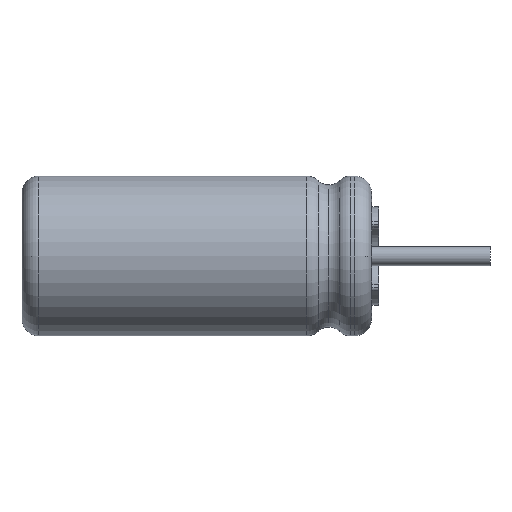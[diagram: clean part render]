
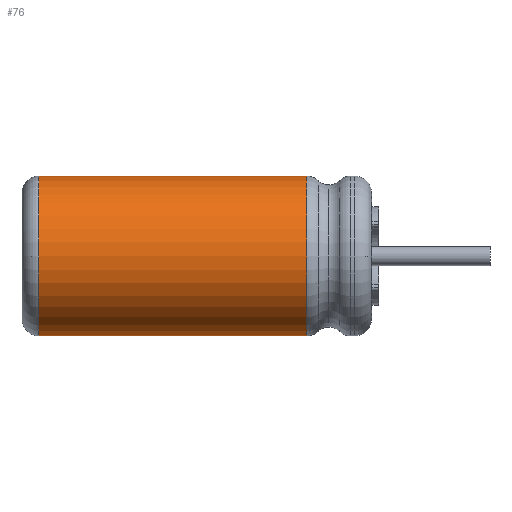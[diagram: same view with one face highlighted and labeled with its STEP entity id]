
A CAD part, left-side view. The second image highlights one B-rep face of the part: STEP entity #76.
In plain terms, the highlighted cylindrical face has radius 2.525 mm (diameter 5.051 mm), a partial arc.
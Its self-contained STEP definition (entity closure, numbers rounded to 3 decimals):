
#76 = ADVANCED_FACE ( 'NONE', ( #1601 ), #1550, .T. ) ;
#77 = VERTEX_POINT ( 'NONE', #1549 ) ;
#78 = ORIENTED_EDGE ( 'NONE', *, *, #79, .F. ) ;
#79 = EDGE_CURVE ( 'NONE', #88, #77, #1613, .T. ) ;
#80 = ORIENTED_EDGE ( 'NONE', *, *, #92, .F. ) ;
#81 = ORIENTED_EDGE ( 'NONE', *, *, #145, .F. ) ;
#83 = EDGE_LOOP ( 'NONE', ( #85, #78, #80, #81 ) ) ;
#84 = VERTEX_POINT ( 'NONE', #1604 ) ;
#85 = ORIENTED_EDGE ( 'NONE', *, *, #86, .T. ) ;
#86 = EDGE_CURVE ( 'NONE', #84, #77, #1603, .T. ) ;
#87 = VERTEX_POINT ( 'NONE', #1555 ) ;
#88 = VERTEX_POINT ( 'NONE', #1554 ) ;
#92 = EDGE_CURVE ( 'NONE', #87, #88, #1552, .T. ) ;
#145 = EDGE_CURVE ( 'NONE', #84, #87, #1836, .T. ) ;
#1546 = DIRECTION ( 'NONE',  ( 0., 1., 0. ) ) ;
#1547 = CARTESIAN_POINT ( 'NONE',  ( 0., 12.922, 0. ) ) ;
#1548 = AXIS2_PLACEMENT_3D ( 'NONE', #1547, #1546, #1614 ) ;
#1549 = CARTESIAN_POINT ( 'NONE',  ( 0., 11., -2.525 ) ) ;
#1550 = CYLINDRICAL_SURFACE ( 'NONE', #1548, 2.525 ) ;
#1552 = CIRCLE ( 'NONE', #1632, 2.525 ) ;
#1554 = CARTESIAN_POINT ( 'NONE',  ( 0., 2.52, -2.525 ) ) ;
#1555 = CARTESIAN_POINT ( 'NONE',  ( 0., 2.52, 2.525 ) ) ;
#1556 = DIRECTION ( 'NONE',  ( 1., 0., 0. ) ) ;
#1557 = DIRECTION ( 'NONE',  ( 0., -1., 0. ) ) ;
#1558 = CARTESIAN_POINT ( 'NONE',  ( 0., 11., 0. ) ) ;
#1559 = AXIS2_PLACEMENT_3D ( 'NONE', #1558, #1557, #1556 ) ;
#1601 = FACE_OUTER_BOUND ( 'NONE', #83, .T. ) ;
#1603 = CIRCLE ( 'NONE', #1559, 2.525 ) ;
#1604 = CARTESIAN_POINT ( 'NONE',  ( 0., 11., 2.525 ) ) ;
#1610 = DIRECTION ( 'NONE',  ( 0., 1., 0. ) ) ;
#1611 = VECTOR ( 'NONE', #1610, 1000. ) ;
#1612 = CARTESIAN_POINT ( 'NONE',  ( 0., 12.922, -2.525 ) ) ;
#1613 = LINE ( 'NONE', #1612, #1611 ) ;
#1614 = DIRECTION ( 'NONE',  ( 1., 0., 0. ) ) ;
#1629 = DIRECTION ( 'NONE',  ( 1., 0., 0. ) ) ;
#1630 = DIRECTION ( 'NONE',  ( 0., -1., 0. ) ) ;
#1631 = CARTESIAN_POINT ( 'NONE',  ( 0., 2.52, 0. ) ) ;
#1632 = AXIS2_PLACEMENT_3D ( 'NONE', #1631, #1630, #1629 ) ;
#1833 = DIRECTION ( 'NONE',  ( 0., -1., 0. ) ) ;
#1834 = VECTOR ( 'NONE', #1833, 1000. ) ;
#1835 = CARTESIAN_POINT ( 'NONE',  ( 0., 12.922, 2.525 ) ) ;
#1836 = LINE ( 'NONE', #1835, #1834 ) ;
